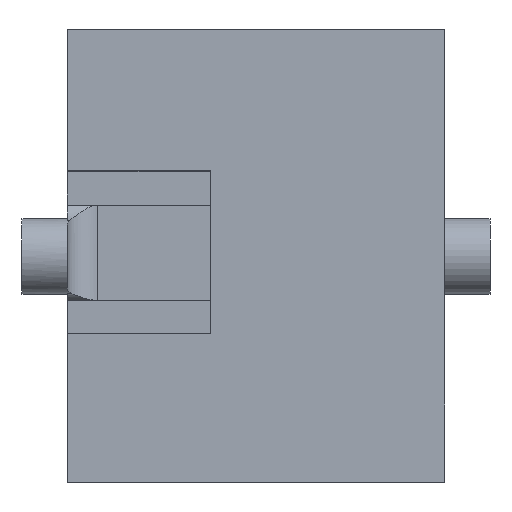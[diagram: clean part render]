
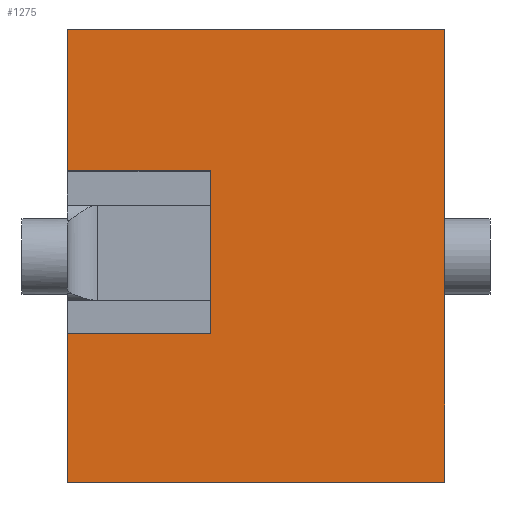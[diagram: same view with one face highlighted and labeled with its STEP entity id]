
A CAD part, top view. The second image highlights one B-rep face of the part: STEP entity #1275.
In plain terms, the highlighted planar face has unit normal (0, 0, 1).
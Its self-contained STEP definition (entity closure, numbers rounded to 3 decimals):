
#13 = CARTESIAN_POINT ( 'NONE',  ( 33.304, -30., 33.457 ) ) ;
#37 = CARTESIAN_POINT ( 'NONE',  ( 71.717, -10.25, 33.457 ) ) ;
#67 = VECTOR ( 'NONE', #1798, 1000. ) ;
#78 = CARTESIAN_POINT ( 'NONE',  ( 2.304, -10.25, 33.457 ) ) ;
#90 = EDGE_CURVE ( 'NONE', #2189, #474, #1565, .T. ) ;
#108 = VECTOR ( 'NONE', #2032, 1000. ) ;
#122 = VERTEX_POINT ( 'NONE', #1776 ) ;
#197 = CARTESIAN_POINT ( 'NONE',  ( 33.304, -30., 33.457 ) ) ;
#214 = CARTESIAN_POINT ( 'NONE',  ( 33.304, 30., 33.457 ) ) ;
#219 = VECTOR ( 'NONE', #2580, 1000. ) ;
#291 = CARTESIAN_POINT ( 'NONE',  ( 2.304, -10.25, 33.457 ) ) ;
#474 = VERTEX_POINT ( 'NONE', #2829 ) ;
#488 = LINE ( 'NONE', #1365, #1034 ) ;
#598 = VECTOR ( 'NONE', #2669, 1000. ) ;
#644 = FACE_OUTER_BOUND ( 'NONE', #1761, .T. ) ;
#653 = CARTESIAN_POINT ( 'NONE',  ( -16.696, 30., 33.457 ) ) ;
#809 = ORIENTED_EDGE ( 'NONE', *, *, #2525, .T. ) ;
#833 = CARTESIAN_POINT ( 'NONE',  ( 33.304, 30., 33.457 ) ) ;
#855 = DIRECTION ( 'NONE',  ( 0., 0., -1. ) ) ;
#891 = DIRECTION ( 'NONE',  ( -1., 0., 0. ) ) ;
#910 = EDGE_CURVE ( 'NONE', #2097, #1789, #2263, .T. ) ;
#1034 = VECTOR ( 'NONE', #1184, 1000. ) ;
#1102 = ORIENTED_EDGE ( 'NONE', *, *, #1319, .F. ) ;
#1138 = VECTOR ( 'NONE', #891, 1000. ) ;
#1163 = CARTESIAN_POINT ( 'NONE',  ( 71.717, 11.25, 33.457 ) ) ;
#1184 = DIRECTION ( 'NONE',  ( 0., -1., 0. ) ) ;
#1199 = ORIENTED_EDGE ( 'NONE', *, *, #2817, .F. ) ;
#1225 = VECTOR ( 'NONE', #2269, 1000. ) ;
#1275 = ADVANCED_FACE ( 'NONE', ( #644 ), #2823, .F. ) ;
#1277 = CARTESIAN_POINT ( 'NONE',  ( -16.696, -30., 33.457 ) ) ;
#1315 = ORIENTED_EDGE ( 'NONE', *, *, #1394, .T. ) ;
#1319 = EDGE_CURVE ( 'NONE', #122, #2421, #488, .T. ) ;
#1365 = CARTESIAN_POINT ( 'NONE',  ( 33.304, 30., 33.457 ) ) ;
#1394 = EDGE_CURVE ( 'NONE', #1789, #1938, #2008, .T. ) ;
#1418 = CARTESIAN_POINT ( 'NONE',  ( 2.304, 11.25, 33.457 ) ) ;
#1458 = ORIENTED_EDGE ( 'NONE', *, *, #2209, .F. ) ;
#1565 = LINE ( 'NONE', #2652, #67 ) ;
#1618 = LINE ( 'NONE', #1163, #1225 ) ;
#1761 = EDGE_LOOP ( 'NONE', ( #2455, #1315, #2554, #1458, #1102, #809, #2467, #1199 ) ) ;
#1776 = CARTESIAN_POINT ( 'NONE',  ( 33.304, 30., 33.457 ) ) ;
#1788 = DIRECTION ( 'NONE',  ( -1., 0., 0. ) ) ;
#1789 = VERTEX_POINT ( 'NONE', #291 ) ;
#1793 = LINE ( 'NONE', #653, #598 ) ;
#1798 = DIRECTION ( 'NONE',  ( 0., -1., 0. ) ) ;
#1938 = VERTEX_POINT ( 'NONE', #2283 ) ;
#1984 = LINE ( 'NONE', #13, #1138 ) ;
#2008 = LINE ( 'NONE', #37, #2776 ) ;
#2032 = DIRECTION ( 'NONE',  ( 0., -1., 0. ) ) ;
#2097 = VERTEX_POINT ( 'NONE', #1418 ) ;
#2182 = AXIS2_PLACEMENT_3D ( 'NONE', #214, #855, #2602 ) ;
#2189 = VERTEX_POINT ( 'NONE', #2716 ) ;
#2209 = EDGE_CURVE ( 'NONE', #2421, #2304, #1984, .T. ) ;
#2263 = LINE ( 'NONE', #78, #108 ) ;
#2269 = DIRECTION ( 'NONE',  ( -1., 0., 0. ) ) ;
#2283 = CARTESIAN_POINT ( 'NONE',  ( -16.696, -10.25, 33.457 ) ) ;
#2304 = VERTEX_POINT ( 'NONE', #1277 ) ;
#2421 = VERTEX_POINT ( 'NONE', #197 ) ;
#2455 = ORIENTED_EDGE ( 'NONE', *, *, #910, .T. ) ;
#2467 = ORIENTED_EDGE ( 'NONE', *, *, #90, .T. ) ;
#2525 = EDGE_CURVE ( 'NONE', #122, #2189, #2800, .T. ) ;
#2554 = ORIENTED_EDGE ( 'NONE', *, *, #2672, .T. ) ;
#2580 = DIRECTION ( 'NONE',  ( -1., 0., 0. ) ) ;
#2602 = DIRECTION ( 'NONE',  ( 0., 1., 0. ) ) ;
#2652 = CARTESIAN_POINT ( 'NONE',  ( -16.696, 30., 33.457 ) ) ;
#2669 = DIRECTION ( 'NONE',  ( 0., -1., 0. ) ) ;
#2672 = EDGE_CURVE ( 'NONE', #1938, #2304, #1793, .T. ) ;
#2716 = CARTESIAN_POINT ( 'NONE',  ( -16.696, 30., 33.457 ) ) ;
#2776 = VECTOR ( 'NONE', #1788, 1000. ) ;
#2800 = LINE ( 'NONE', #833, #219 ) ;
#2817 = EDGE_CURVE ( 'NONE', #2097, #474, #1618, .T. ) ;
#2823 = PLANE ( 'NONE',  #2182 ) ;
#2829 = CARTESIAN_POINT ( 'NONE',  ( -16.696, 11.25, 33.457 ) ) ;
